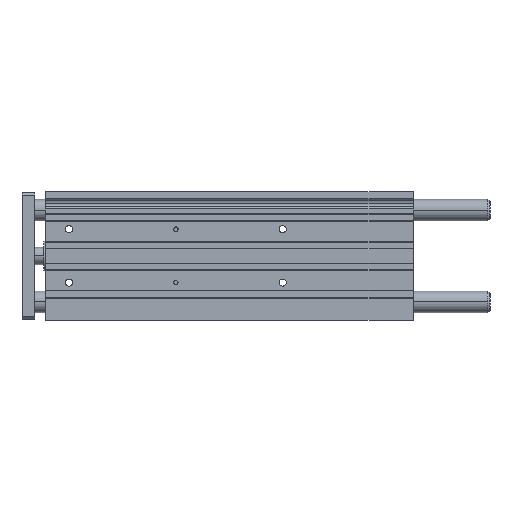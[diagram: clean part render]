
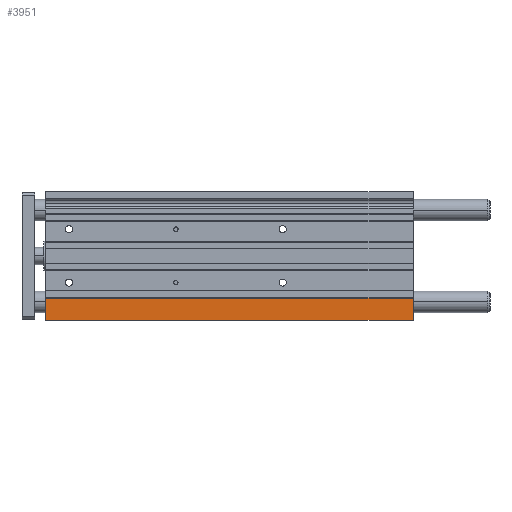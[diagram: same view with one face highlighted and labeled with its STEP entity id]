
A CAD part, top view. The second image highlights one B-rep face of the part: STEP entity #3951.
In plain terms, the highlighted planar face has unit normal (0, 0, 1).
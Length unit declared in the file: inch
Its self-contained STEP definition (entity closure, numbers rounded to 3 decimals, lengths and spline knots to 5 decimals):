
#540 = VECTOR ( 'NONE', #4424, 39.37008 ) ;
#624 = DIRECTION ( 'NONE',  ( 0., -1., 0. ) ) ;
#668 = CARTESIAN_POINT ( 'NONE',  ( 0., -1.56496, 1.06299 ) ) ;
#1136 = VERTEX_POINT ( 'NONE', #2344 ) ;
#1707 = PLANE ( 'NONE',  #8224 ) ;
#1755 = EDGE_CURVE ( 'NONE', #5698, #11552, #4959, .T. ) ;
#2185 = CARTESIAN_POINT ( 'NONE',  ( 13.54331, -1.56496, 1.06299 ) ) ;
#2344 = CARTESIAN_POINT ( 'NONE',  ( 0., -2.3622, 1.06299 ) ) ;
#3035 = ORIENTED_EDGE ( 'NONE', *, *, #5349, .T. ) ;
#3090 = VECTOR ( 'NONE', #6832, 39.37008 ) ;
#3305 = DIRECTION ( 'NONE',  ( 0., 0., -1. ) ) ;
#3951 = ADVANCED_FACE ( 'NONE', ( #8928 ), #1707, .F. ) ;
#4424 = DIRECTION ( 'NONE',  ( 0., -1., 0. ) ) ;
#4959 = LINE ( 'NONE', #5081, #3090 ) ;
#5081 = CARTESIAN_POINT ( 'NONE',  ( 13.54331, -1.56496, 1.06299 ) ) ;
#5349 = EDGE_CURVE ( 'NONE', #5599, #1136, #8175, .T. ) ;
#5521 = DIRECTION ( 'NONE',  ( -1., 0., 0. ) ) ;
#5599 = VERTEX_POINT ( 'NONE', #8999 ) ;
#5698 = VERTEX_POINT ( 'NONE', #2185 ) ;
#5833 = LINE ( 'NONE', #6802, #7280 ) ;
#6247 = EDGE_CURVE ( 'NONE', #11552, #1136, #7276, .T. ) ;
#6802 = CARTESIAN_POINT ( 'NONE',  ( 13.54331, -1.56496, 1.06299 ) ) ;
#6832 = DIRECTION ( 'NONE',  ( 0., -1., 0. ) ) ;
#7276 = LINE ( 'NONE', #10199, #11393 ) ;
#7280 = VECTOR ( 'NONE', #7641, 39.37008 ) ;
#7641 = DIRECTION ( 'NONE',  ( -1., 0., 0. ) ) ;
#8175 = LINE ( 'NONE', #668, #540 ) ;
#8224 = AXIS2_PLACEMENT_3D ( 'NONE', #11608, #3305, #624 ) ;
#8928 = FACE_OUTER_BOUND ( 'NONE', #9263, .T. ) ;
#8999 = CARTESIAN_POINT ( 'NONE',  ( 0., -1.56496, 1.06299 ) ) ;
#9263 = EDGE_LOOP ( 'NONE', ( #3035, #11957, #9499, #10457 ) ) ;
#9499 = ORIENTED_EDGE ( 'NONE', *, *, #1755, .F. ) ;
#9946 = CARTESIAN_POINT ( 'NONE',  ( 13.54331, -2.3622, 1.06299 ) ) ;
#10199 = CARTESIAN_POINT ( 'NONE',  ( 13.54331, -2.3622, 1.06299 ) ) ;
#10457 = ORIENTED_EDGE ( 'NONE', *, *, #11724, .T. ) ;
#11393 = VECTOR ( 'NONE', #5521, 39.37008 ) ;
#11552 = VERTEX_POINT ( 'NONE', #9946 ) ;
#11608 = CARTESIAN_POINT ( 'NONE',  ( 13.54331, -1.56496, 1.06299 ) ) ;
#11724 = EDGE_CURVE ( 'NONE', #5698, #5599, #5833, .T. ) ;
#11957 = ORIENTED_EDGE ( 'NONE', *, *, #6247, .F. ) ;
